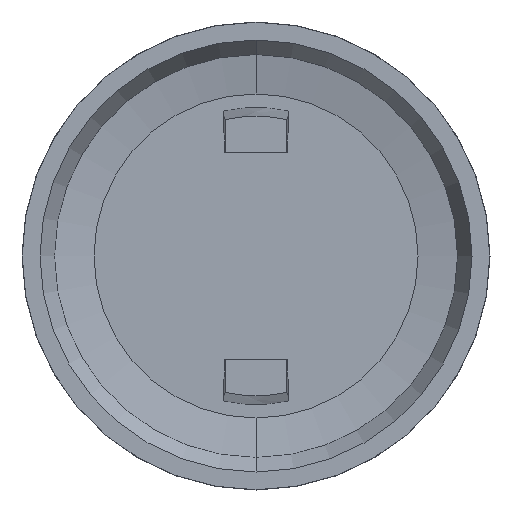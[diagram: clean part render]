
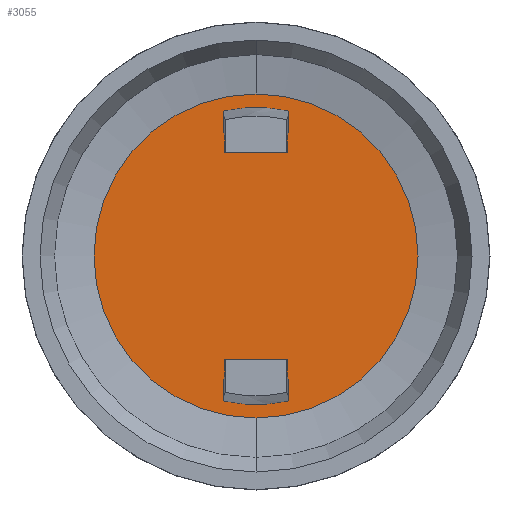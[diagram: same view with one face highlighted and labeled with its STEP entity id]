
A CAD part, front view. The second image highlights one B-rep face of the part: STEP entity #3055.
In plain terms, the highlighted planar face has unit normal (0, -1, 0).
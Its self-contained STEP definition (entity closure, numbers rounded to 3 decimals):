
#1408=CARTESIAN_POINT('',(0.,39.,18.));
#1409=DIRECTION('',(0.,1.,0.));
#1410=DIRECTION('',(0.,0.,-1.));
#1411=AXIS2_PLACEMENT_3D('',#1408,#1409,#1410);
#1416=CARTESIAN_POINT('',(0.,39.,18.));
#1417=DIRECTION('',(0.,-1.,0.));
#1418=DIRECTION('',(0.,0.,-1.));
#1419=AXIS2_PLACEMENT_3D('',#1416,#1417,#1418);
#1424=DIRECTION('',(0.,0.,-1.));
#1425=VECTOR('',#1424,1.201);
#1426=CARTESIAN_POINT('',(-1.8,39.,26.051));
#1427=LINE('',#1426,#1425);
#1431=DIRECTION('',(1.,0.,0.));
#1432=VECTOR('',#1431,3.6);
#1433=CARTESIAN_POINT('',(-1.8,39.,24.85));
#1434=LINE('',#1433,#1432);
#1438=DIRECTION('',(0.,0.,-1.));
#1439=VECTOR('',#1438,1.201);
#1440=CARTESIAN_POINT('',(1.8,39.,26.051));
#1441=LINE('',#1440,#1439);
#1445=DIRECTION('',(0.,0.,-1.));
#1446=VECTOR('',#1445,1.201);
#1447=CARTESIAN_POINT('',(-1.8,39.,11.15));
#1448=LINE('',#1447,#1446);
#1452=DIRECTION('',(0.,0.,-1.));
#1453=VECTOR('',#1452,1.201);
#1454=CARTESIAN_POINT('',(1.8,39.,11.15));
#1455=LINE('',#1454,#1453);
#1459=DIRECTION('',(1.,0.,0.));
#1460=VECTOR('',#1459,3.6);
#1461=CARTESIAN_POINT('',(-1.8,39.,11.15));
#1462=LINE('',#1461,#1460);
#1466=CARTESIAN_POINT('',(0.,39.,18.));
#1467=DIRECTION('',(0.,1.,0.));
#1468=DIRECTION('',(0.218,0.,-0.976));
#1469=AXIS2_PLACEMENT_3D('',#1466,#1467,#1468);
#1490=CARTESIAN_POINT('',(0.,39.,18.));
#1491=DIRECTION('',(0.,1.,0.));
#1492=DIRECTION('',(-0.218,0.,0.976));
#1493=AXIS2_PLACEMENT_3D('',#1490,#1491,#1492);
#1498=CARTESIAN_POINT('',(-1.8,39.,26.051));
#1541=CARTESIAN_POINT('',(-1.8,39.,9.949));
#1574=CARTESIAN_POINT('',(1.8,39.,9.949));
#1617=CARTESIAN_POINT('',(1.8,39.,26.051));
#1692=CARTESIAN_POINT('',(0.,39.,9.));
#1694=VERTEX_POINT('',#1692);
#1698=CARTESIAN_POINT('',(0.,39.,27.));
#1700=VERTEX_POINT('',#1698);
#1736=CARTESIAN_POINT('',(-1.8,39.,24.85));
#1737=VERTEX_POINT('',#1736);
#1738=CARTESIAN_POINT('',(-1.8,39.,11.15));
#1739=VERTEX_POINT('',#1738);
#1740=CARTESIAN_POINT('',(1.8,39.,24.85));
#1741=VERTEX_POINT('',#1740);
#1742=CARTESIAN_POINT('',(1.8,39.,11.15));
#1743=VERTEX_POINT('',#1742);
#1744=VERTEX_POINT('',#1498);
#1747=VERTEX_POINT('',#1541);
#1748=VERTEX_POINT('',#1574);
#1751=VERTEX_POINT('',#1617);
#3026=CARTESIAN_POINT('',(0.,39.,18.));
#3027=DIRECTION('',(0.,-1.,0.));
#3028=DIRECTION('',(0.,0.,1.));
#3029=AXIS2_PLACEMENT_3D('',#3026,#3027,#3028);
#3030=PLANE('',#3029);
#3031=ORIENTED_EDGE('',*,*,#3008,.T.);
#3032=ORIENTED_EDGE('',*,*,#3019,.F.);
#3033=EDGE_LOOP('',(#3031,#3032));
#3034=FACE_OUTER_BOUND('',#3033,.F.);
#3036=ORIENTED_EDGE('',*,*,#3035,.F.);
#3038=ORIENTED_EDGE('',*,*,#3037,.T.);
#3040=ORIENTED_EDGE('',*,*,#3039,.T.);
#3042=ORIENTED_EDGE('',*,*,#3041,.F.);
#3043=EDGE_LOOP('',(#3036,#3038,#3040,#3042));
#3044=FACE_BOUND('',#3043,.F.);
#3046=ORIENTED_EDGE('',*,*,#3045,.T.);
#3048=ORIENTED_EDGE('',*,*,#3047,.F.);
#3050=ORIENTED_EDGE('',*,*,#3049,.F.);
#3052=ORIENTED_EDGE('',*,*,#3051,.F.);
#3053=EDGE_LOOP('',(#3046,#3048,#3050,#3052));
#3054=FACE_BOUND('',#3053,.F.);
#3055=ADVANCED_FACE('',(#3034,#3044,#3054),#3030,.T.);
#1412=CIRCLE('',#1411,9.);
#1420=CIRCLE('',#1419,9.);
#1470=CIRCLE('',#1469,8.25);
#1494=CIRCLE('',#1493,8.25);
#3008=EDGE_CURVE('',#1694,#1700,#1412,.T.);
#3019=EDGE_CURVE('',#1694,#1700,#1420,.T.);
#3035=EDGE_CURVE('',#1744,#1751,#1494,.T.);
#3037=EDGE_CURVE('',#1744,#1737,#1427,.T.);
#3039=EDGE_CURVE('',#1737,#1741,#1434,.T.);
#3041=EDGE_CURVE('',#1751,#1741,#1441,.T.);
#3045=EDGE_CURVE('',#1739,#1747,#1448,.T.);
#3047=EDGE_CURVE('',#1748,#1747,#1470,.T.);
#3049=EDGE_CURVE('',#1743,#1748,#1455,.T.);
#3051=EDGE_CURVE('',#1739,#1743,#1462,.T.);
